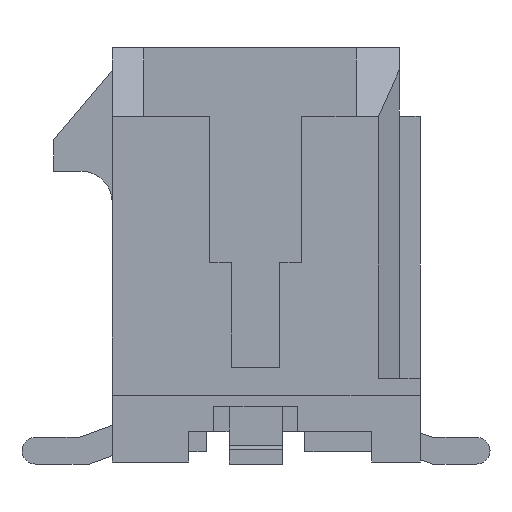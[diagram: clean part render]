
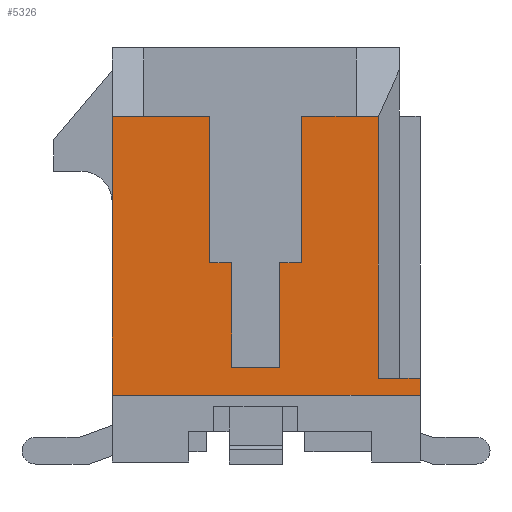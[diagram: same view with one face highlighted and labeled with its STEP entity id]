
A CAD part, left-side view. The second image highlights one B-rep face of the part: STEP entity #5326.
In plain terms, the highlighted planar face has unit normal (-1, 0, 0).
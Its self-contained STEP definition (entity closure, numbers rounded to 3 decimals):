
#1=DIRECTION('',(0.,0.,-1.));
#2=VECTOR('',#1,3.5);
#3=CARTESIAN_POINT('',(-7.825,-1.1,3.31));
#4=LINE('',#3,#2);
#5=DIRECTION('',(0.,1.,0.));
#6=VECTOR('',#5,1.31);
#7=CARTESIAN_POINT('',(-7.825,-2.41,3.31));
#8=LINE('',#7,#6);
#9=DIRECTION('',(0.,-1.,0.));
#10=VECTOR('',#9,0.53);
#11=CARTESIAN_POINT('',(-7.825,-2.41,3.31));
#12=LINE('',#11,#10);
#13=DIRECTION('',(0.,0.,-1.));
#14=VECTOR('',#13,6.27);
#15=CARTESIAN_POINT('',(-7.825,-2.94,3.31));
#16=LINE('',#15,#14);
#17=DIRECTION('',(0.,0.,-1.));
#18=VECTOR('',#17,0.4);
#19=CARTESIAN_POINT('',(-7.825,-3.94,-2.96));
#20=LINE('',#19,#18);
#21=DIRECTION('',(0.,1.,0.));
#22=VECTOR('',#21,7.37);
#23=CARTESIAN_POINT('',(-7.825,-3.94,-3.36));
#24=LINE('',#23,#22);
#25=DIRECTION('',(0.,0.,1.));
#26=VECTOR('',#25,6.67);
#27=CARTESIAN_POINT('',(-7.825,3.43,-3.36));
#28=LINE('',#27,#26);
#29=DIRECTION('',(0.,-1.,0.));
#30=VECTOR('',#29,0.75);
#31=CARTESIAN_POINT('',(-7.825,3.43,3.31));
#32=LINE('',#31,#30);
#33=DIRECTION('',(0.,1.,0.));
#34=VECTOR('',#33,1.58);
#35=CARTESIAN_POINT('',(-7.825,1.1,3.31));
#36=LINE('',#35,#34);
#37=DIRECTION('',(0.,0.,-1.));
#38=VECTOR('',#37,3.5);
#39=CARTESIAN_POINT('',(-7.825,1.1,3.31));
#40=LINE('',#39,#38);
#41=DIRECTION('',(0.,1.,0.));
#42=VECTOR('',#41,0.525);
#43=CARTESIAN_POINT('',(-7.825,0.575,-0.19));
#44=LINE('',#43,#42);
#45=DIRECTION('',(0.,0.,1.));
#46=VECTOR('',#45,2.5);
#47=CARTESIAN_POINT('',(-7.825,0.575,-2.69));
#48=LINE('',#47,#46);
#49=DIRECTION('',(0.,1.,0.));
#50=VECTOR('',#49,1.15);
#51=CARTESIAN_POINT('',(-7.825,-0.575,-2.69));
#52=LINE('',#51,#50);
#53=DIRECTION('',(0.,0.,-1.));
#54=VECTOR('',#53,2.5);
#55=CARTESIAN_POINT('',(-7.825,-0.575,-0.19));
#56=LINE('',#55,#54);
#57=DIRECTION('',(0.,1.,0.));
#58=VECTOR('',#57,0.525);
#59=CARTESIAN_POINT('',(-7.825,-1.1,-0.19));
#60=LINE('',#59,#58);
#2147=DIRECTION('',(0.,1.,0.));
#2148=VECTOR('',#2147,1.);
#2149=CARTESIAN_POINT('',(-7.825,-3.94,-2.96));
#2150=LINE('',#2149,#2148);
#4036=CARTESIAN_POINT('',(-7.825,3.43,3.31));
#4038=VERTEX_POINT('',#4036);
#4085=CARTESIAN_POINT('',(-7.825,-3.94,-2.96));
#4086=CARTESIAN_POINT('',(-7.825,-2.94,-2.96));
#4087=VERTEX_POINT('',#4085);
#4088=VERTEX_POINT('',#4086);
#4093=CARTESIAN_POINT('',(-7.825,2.68,3.31));
#4094=VERTEX_POINT('',#4093);
#4095=CARTESIAN_POINT('',(-7.825,-2.41,3.31));
#4096=VERTEX_POINT('',#4095);
#4269=CARTESIAN_POINT('',(-7.825,-1.1,3.31));
#4270=CARTESIAN_POINT('',(-7.825,-1.1,-0.19));
#4271=VERTEX_POINT('',#4269);
#4272=VERTEX_POINT('',#4270);
#4273=CARTESIAN_POINT('',(-7.825,-0.575,-0.19));
#4274=VERTEX_POINT('',#4273);
#4275=CARTESIAN_POINT('',(-7.825,-0.575,-2.69));
#4276=VERTEX_POINT('',#4275);
#4277=CARTESIAN_POINT('',(-7.825,0.575,-2.69));
#4278=VERTEX_POINT('',#4277);
#4279=CARTESIAN_POINT('',(-7.825,0.575,-0.19));
#4280=VERTEX_POINT('',#4279);
#4281=CARTESIAN_POINT('',(-7.825,1.1,-0.19));
#4282=VERTEX_POINT('',#4281);
#4283=CARTESIAN_POINT('',(-7.825,1.1,3.31));
#4284=VERTEX_POINT('',#4283);
#4941=CARTESIAN_POINT('',(-7.825,-3.94,-3.36));
#4942=CARTESIAN_POINT('',(-7.825,3.43,-3.36));
#4943=VERTEX_POINT('',#4941);
#4944=VERTEX_POINT('',#4942);
#4965=CARTESIAN_POINT('',(-7.825,-2.94,3.31));
#4966=VERTEX_POINT('',#4965);
#5287=CARTESIAN_POINT('',(-7.825,0.,0.));
#5288=DIRECTION('',(1.,0.,0.));
#5289=DIRECTION('',(0.,0.,-1.));
#5290=AXIS2_PLACEMENT_3D('',#5287,#5288,#5289);
#5291=PLANE('',#5290);
#5293=ORIENTED_EDGE('',*,*,#5292,.F.);
#5295=ORIENTED_EDGE('',*,*,#5294,.F.);
#5297=ORIENTED_EDGE('',*,*,#5296,.T.);
#5299=ORIENTED_EDGE('',*,*,#5298,.T.);
#5301=ORIENTED_EDGE('',*,*,#5300,.F.);
#5303=ORIENTED_EDGE('',*,*,#5302,.T.);
#5305=ORIENTED_EDGE('',*,*,#5304,.T.);
#5307=ORIENTED_EDGE('',*,*,#5306,.T.);
#5309=ORIENTED_EDGE('',*,*,#5308,.T.);
#5311=ORIENTED_EDGE('',*,*,#5310,.F.);
#5313=ORIENTED_EDGE('',*,*,#5312,.T.);
#5315=ORIENTED_EDGE('',*,*,#5314,.F.);
#5317=ORIENTED_EDGE('',*,*,#5316,.F.);
#5319=ORIENTED_EDGE('',*,*,#5318,.F.);
#5321=ORIENTED_EDGE('',*,*,#5320,.F.);
#5323=ORIENTED_EDGE('',*,*,#5322,.F.);
#5324=EDGE_LOOP('',(#5293,#5295,#5297,#5299,#5301,#5303,#5305,#5307,#5309,#5311,
#5313,#5315,#5317,#5319,#5321,#5323));
#5325=FACE_OUTER_BOUND('',#5324,.F.);
#5326=ADVANCED_FACE('',(#5325),#5291,.F.);
#5292=EDGE_CURVE('',#4271,#4272,#4,.T.);
#5294=EDGE_CURVE('',#4096,#4271,#8,.T.);
#5296=EDGE_CURVE('',#4096,#4966,#12,.T.);
#5298=EDGE_CURVE('',#4966,#4088,#16,.T.);
#5300=EDGE_CURVE('',#4087,#4088,#2150,.T.);
#5302=EDGE_CURVE('',#4087,#4943,#20,.T.);
#5304=EDGE_CURVE('',#4943,#4944,#24,.T.);
#5306=EDGE_CURVE('',#4944,#4038,#28,.T.);
#5308=EDGE_CURVE('',#4038,#4094,#32,.T.);
#5310=EDGE_CURVE('',#4284,#4094,#36,.T.);
#5312=EDGE_CURVE('',#4284,#4282,#40,.T.);
#5314=EDGE_CURVE('',#4280,#4282,#44,.T.);
#5316=EDGE_CURVE('',#4278,#4280,#48,.T.);
#5318=EDGE_CURVE('',#4276,#4278,#52,.T.);
#5320=EDGE_CURVE('',#4274,#4276,#56,.T.);
#5322=EDGE_CURVE('',#4272,#4274,#60,.T.);
